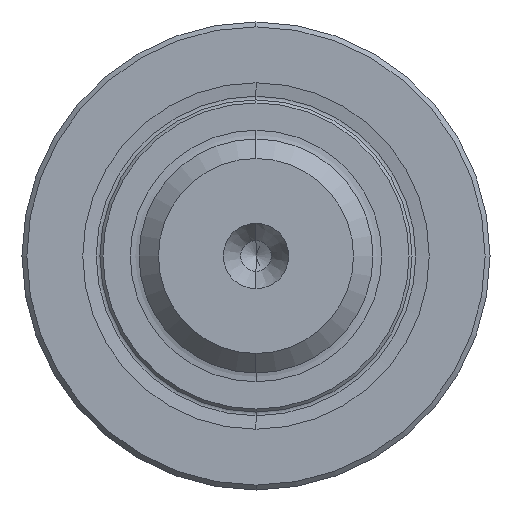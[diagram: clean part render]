
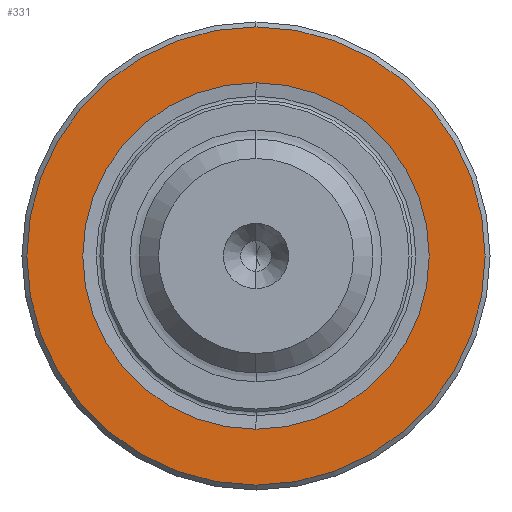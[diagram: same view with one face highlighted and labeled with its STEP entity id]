
A CAD part, left-side view. The second image highlights one B-rep face of the part: STEP entity #331.
In plain terms, the highlighted planar face has unit normal (-1, 0, 0).
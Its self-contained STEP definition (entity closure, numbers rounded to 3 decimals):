
#84 = CARTESIAN_POINT ( 'NONE',  ( -30., 0., -17.765 ) ) ;
#104 = CARTESIAN_POINT ( 'NONE',  ( -30., 0., -23.5 ) ) ;
#190 = CIRCLE ( 'NONE', #873, 23.5 ) ;
#267 = CIRCLE ( 'NONE', #903, 17.765 ) ;
#331 = ADVANCED_FACE ( 'NONE', ( #412, #724 ), #1210, .T. ) ;
#412 = FACE_OUTER_BOUND ( 'NONE', #1737, .T. ) ;
#413 = CIRCLE ( 'NONE', #853, 17.765 ) ;
#724 = FACE_BOUND ( 'NONE', #1822, .T. ) ;
#814 = CIRCLE ( 'NONE', #849, 23.5 ) ;
#849 = AXIS2_PLACEMENT_3D ( 'NONE', #2274, #2350, #2261 ) ;
#853 = AXIS2_PLACEMENT_3D ( 'NONE', #2341, #2366, #2363 ) ;
#873 = AXIS2_PLACEMENT_3D ( 'NONE', #1534, #1542, #1613 ) ;
#903 = AXIS2_PLACEMENT_3D ( 'NONE', #2299, #2284, #2367 ) ;
#1207 = CARTESIAN_POINT ( 'NONE',  ( -30., 24., 0. ) ) ;
#1208 = DIRECTION ( 'NONE',  ( -1., 0., 0. ) ) ;
#1210 = PLANE ( 'NONE',  #2032 ) ;
#1218 = DIRECTION ( 'NONE',  ( 0., 0., 1. ) ) ;
#1260 = EDGE_CURVE ( 'NONE', #1858, #1727, #814, .T. ) ;
#1262 = EDGE_CURVE ( 'NONE', #1938, #1706, #413, .T. ) ;
#1291 = EDGE_CURVE ( 'NONE', #1706, #1938, #267, .T. ) ;
#1357 = EDGE_CURVE ( 'NONE', #1727, #1858, #190, .T. ) ;
#1534 = CARTESIAN_POINT ( 'NONE',  ( -30., 0., 0. ) ) ;
#1542 = DIRECTION ( 'NONE',  ( -1., 0., 0. ) ) ;
#1561 = CARTESIAN_POINT ( 'NONE',  ( -30., 0., 17.765 ) ) ;
#1590 = CARTESIAN_POINT ( 'NONE',  ( -30., 0., 23.5 ) ) ;
#1613 = DIRECTION ( 'NONE',  ( 0., 0., 1. ) ) ;
#1641 = ORIENTED_EDGE ( 'NONE', *, *, #1260, .T. ) ;
#1646 = ORIENTED_EDGE ( 'NONE', *, *, #1357, .T. ) ;
#1706 = VERTEX_POINT ( 'NONE', #1561 ) ;
#1727 = VERTEX_POINT ( 'NONE', #1590 ) ;
#1737 = EDGE_LOOP ( 'NONE', ( #1641, #1646 ) ) ;
#1760 = ORIENTED_EDGE ( 'NONE', *, *, #1262, .T. ) ;
#1800 = ORIENTED_EDGE ( 'NONE', *, *, #1291, .T. ) ;
#1822 = EDGE_LOOP ( 'NONE', ( #1800, #1760 ) ) ;
#1858 = VERTEX_POINT ( 'NONE', #104 ) ;
#1938 = VERTEX_POINT ( 'NONE', #84 ) ;
#2032 = AXIS2_PLACEMENT_3D ( 'NONE', #1207, #1208, #1218 ) ;
#2261 = DIRECTION ( 'NONE',  ( 0., 0., 1. ) ) ;
#2274 = CARTESIAN_POINT ( 'NONE',  ( -30., 0., 0. ) ) ;
#2284 = DIRECTION ( 'NONE',  ( 1., 0., 0. ) ) ;
#2299 = CARTESIAN_POINT ( 'NONE',  ( -30., 0., 0. ) ) ;
#2341 = CARTESIAN_POINT ( 'NONE',  ( -30., 0., 0. ) ) ;
#2350 = DIRECTION ( 'NONE',  ( -1., 0., 0. ) ) ;
#2363 = DIRECTION ( 'NONE',  ( 0., 0., -1. ) ) ;
#2366 = DIRECTION ( 'NONE',  ( 1., 0., 0. ) ) ;
#2367 = DIRECTION ( 'NONE',  ( 0., 0., -1. ) ) ;
